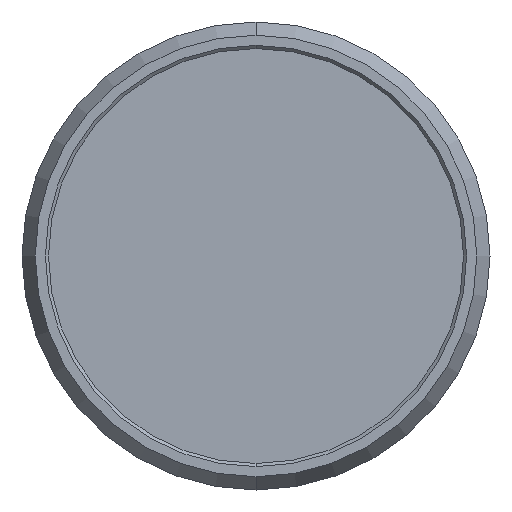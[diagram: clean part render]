
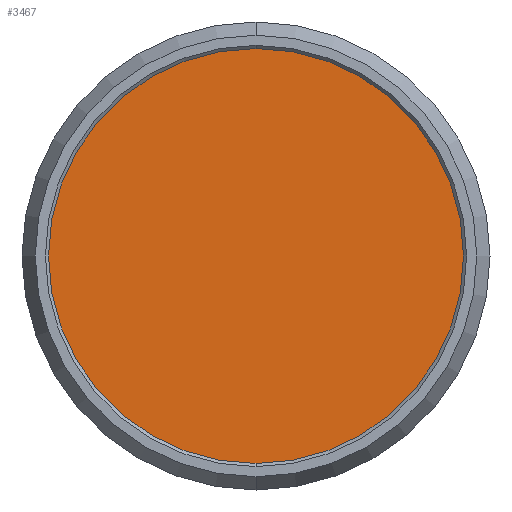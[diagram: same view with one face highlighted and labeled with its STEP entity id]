
A CAD part, left-side view. The second image highlights one B-rep face of the part: STEP entity #3467.
In plain terms, the highlighted face is planar.
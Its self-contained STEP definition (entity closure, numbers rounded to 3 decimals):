
#3082=CARTESIAN_POINT('',(0.,0.,0.));
#3083=DIRECTION('',(0.,1.,0.));
#3084=DIRECTION('',(0.,0.,1.));
#3085=AXIS2_PLACEMENT_3D('',#3082,#3083,#3084);
#3087=CARTESIAN_POINT('',(0.,0.,0.));
#3088=DIRECTION('',(0.,1.,0.));
#3089=DIRECTION('',(0.,0.,-1.));
#3090=AXIS2_PLACEMENT_3D('',#3087,#3088,#3089);
#3400=CARTESIAN_POINT('',(0.,0.,13.3));
#3401=CARTESIAN_POINT('',(0.,0.,-13.3));
#3402=VERTEX_POINT('',#3400);
#3403=VERTEX_POINT('',#3401);
#3456=CARTESIAN_POINT('',(0.,0.,0.));
#3457=DIRECTION('',(0.,1.,0.));
#3458=DIRECTION('',(1.,0.,0.));
#3459=AXIS2_PLACEMENT_3D('',#3456,#3457,#3458);
#3460=PLANE('',#3459);
#3462=ORIENTED_EDGE('',*,*,#3461,.T.);
#3464=ORIENTED_EDGE('',*,*,#3463,.T.);
#3465=EDGE_LOOP('',(#3462,#3464));
#3466=FACE_OUTER_BOUND('',#3465,.F.);
#3467=ADVANCED_FACE('',(#3466),#3460,.F.);
#3086=CIRCLE('',#3085,13.3);
#3091=CIRCLE('',#3090,13.3);
#3461=EDGE_CURVE('',#3402,#3403,#3086,.T.);
#3463=EDGE_CURVE('',#3403,#3402,#3091,.T.);
